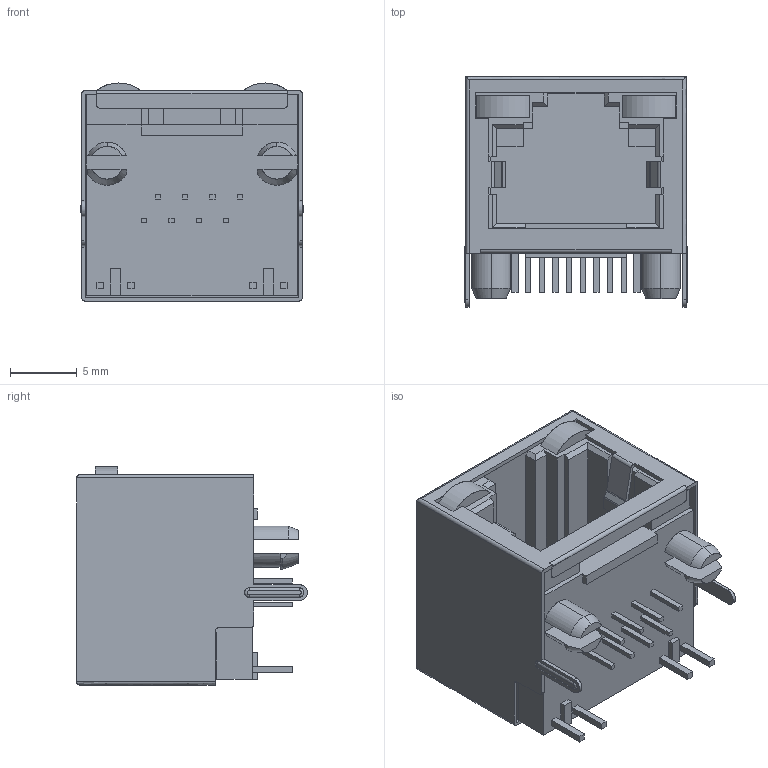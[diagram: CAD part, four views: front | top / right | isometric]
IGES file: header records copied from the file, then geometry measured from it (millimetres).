
Start section: SolidWorks IGES file using analytic representation for surfaces
Global section: file name: GWLX-S-88-Y-G_rA9.IGS; native system: SolidWorks 2012; preprocessor: SolidWorks 2012; author: Daniel; date: 130501.131921; units: millimetre
Bounding box: 16.7 x 17.25 x 16.32 mm (x, y, z)
Surface area: 3680.4 mm2 (no closed solid volume)
Topology: 0 solids, 0 shells, 269 faces, 1684 edges, 1684 vertices
Faces by surface type: bspline 220, revolution 49
